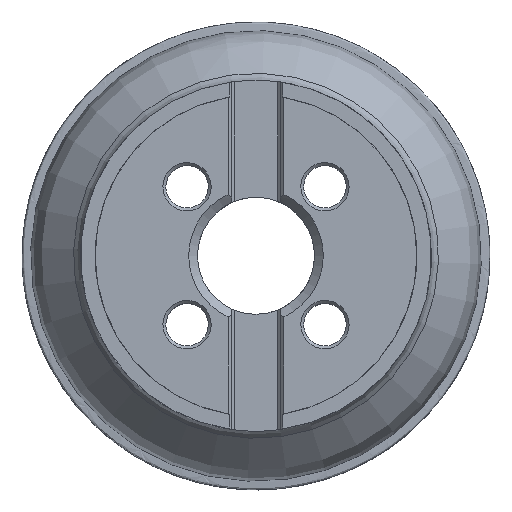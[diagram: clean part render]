
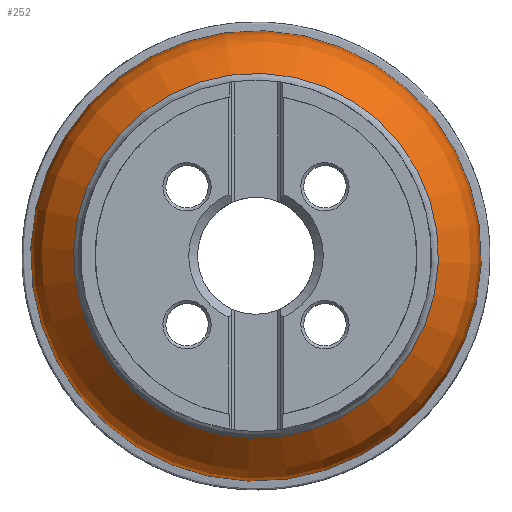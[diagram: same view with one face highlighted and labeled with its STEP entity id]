
A CAD part, top view. The second image highlights one B-rep face of the part: STEP entity #252.
In plain terms, the highlighted face is a revolution surface.
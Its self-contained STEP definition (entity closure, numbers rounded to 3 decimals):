
#118=SURFACE_OF_REVOLUTION('',#120,#119);
#119=AXIS1_PLACEMENT('',#1729,#1409);
#120=B_SPLINE_CURVE_WITH_KNOTS('',3,(#1725,#1726,#1727,#1728),
 .UNSPECIFIED.,.F.,.F.,(4,4),(0.,1.),.UNSPECIFIED.);
#252=ADVANCED_FACE('CN_SU3',(#348,#349),#118,.T.);
#348=FACE_BOUND('',#431,.T.);
#349=FACE_BOUND('',#432,.T.);
#431=EDGE_LOOP('',(#548));
#432=EDGE_LOOP('',(#549));
#548=ORIENTED_EDGE('',*,*,#827,.F.);
#549=ORIENTED_EDGE('',*,*,#828,.T.);
#743=VERTEX_POINT('',#1715);
#744=VERTEX_POINT('',#1723);
#827=EDGE_CURVE('',#743,#743,#920,.T.);
#828=EDGE_CURVE('',#744,#744,#921,.T.);
#920=CIRCLE('',#1185,77.);
#921=CIRCLE('',#1192,62.405);
#1185=AXIS2_PLACEMENT_3D('',#1714,#1391,#1392);
#1192=AXIS2_PLACEMENT_3D('',#1722,#1405,#1406);
#1391=DIRECTION('',(0.,0.,-1.));
#1392=DIRECTION('',(-0.138,0.99,0.));
#1405=DIRECTION('',(0.,0.,-1.));
#1406=DIRECTION('',(-0.138,0.99,0.));
#1409=DIRECTION('',(0.,0.,-1.));
#1714=CARTESIAN_POINT('',(0.,0.,
-46.));
#1715=CARTESIAN_POINT('',(-10.63,76.263,-46.));
#1722=CARTESIAN_POINT('',(0.,0.,
-20.718));
#1723=CARTESIAN_POINT('',(-8.615,61.807,-20.718));
#1725=CARTESIAN_POINT('',(-62.405,0.,-20.718));
#1726=CARTESIAN_POINT('',(-69.859,0.,-28.012));
#1727=CARTESIAN_POINT('',(-77.,0.,-31.129));
#1728=CARTESIAN_POINT('',(-77.,0.,-46.));
#1729=CARTESIAN_POINT('',(0.,0.,
25.701));
